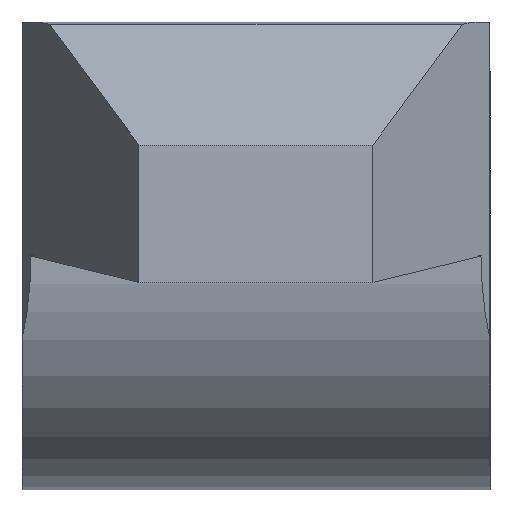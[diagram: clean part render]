
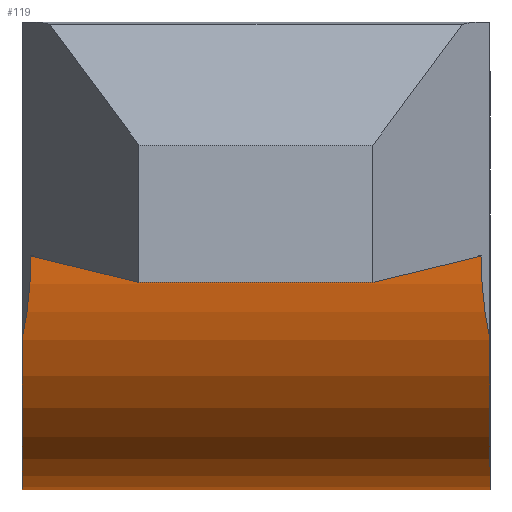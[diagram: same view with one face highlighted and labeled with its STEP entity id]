
A CAD part, left-side view. The second image highlights one B-rep face of the part: STEP entity #119.
In plain terms, the highlighted cylindrical face has radius 30 mm (diameter 60 mm), a partial arc.
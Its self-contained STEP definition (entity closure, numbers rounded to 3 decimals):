
#119=ADVANCED_FACE('',(#321),#322,.T.);
#125=EDGE_CURVE('',#261,#207,#329,.T.);
#149=EDGE_CURVE('',#275,#209,#355,.T.);
#157=EDGE_CURVE('',#219,#261,#363,.T.);
#163=EDGE_CURVE('',#285,#219,#371,.T.);
#187=EDGE_CURVE('',#207,#209,#400,.T.);
#207=VERTEX_POINT('',#420);
#209=VERTEX_POINT('',#422);
#219=VERTEX_POINT('',#432);
#257=EDGE_CURVE('',#275,#285,#474,.T.);
#261=VERTEX_POINT('',#479);
#275=VERTEX_POINT('',#494);
#285=VERTEX_POINT('',#504);
#321=FACE_OUTER_BOUND('',#534,.T.);
#322=CYLINDRICAL_SURFACE('',#535,30.0);
#329=CIRCLE('',#545,30.0);
#355=LINE('',#578,#579);
#363=LINE('',#592,#593);
#371=CIRCLE('',#602,30.0);
#400=ELLIPSE('',#642,34.641,30.0);
#420=CARTESIAN_POINT('',(25.981,-30.0,-7.347));
#422=CARTESIAN_POINT('',(24.0,-28.856,3.373));
#432=CARTESIAN_POINT('',(54.0,30.0,-26.627));
#474=ELLIPSE('',#807,34.641,30.0);
#479=CARTESIAN_POINT('',(54.0,-30.0,-26.627));
#494=CARTESIAN_POINT('',(24.0,28.856,3.373));
#504=CARTESIAN_POINT('',(25.981,30.0,-7.347));
#534=EDGE_LOOP('',(#877,#878,#879,#880,#881,#882));
#535=AXIS2_PLACEMENT_3D('',#883,#884,#885);
#545=AXIS2_PLACEMENT_3D('',#895,#896,#897);
#578=CARTESIAN_POINT('',(24.0,0.,3.373));
#579=VECTOR('',#921,1.0);
#592=CARTESIAN_POINT('',(54.0,0.,-26.627));
#593=VECTOR('',#924,1.0);
#602=AXIS2_PLACEMENT_3D('',#939,#940,#941);
#642=AXIS2_PLACEMENT_3D('',#990,#991,#992);
#807=AXIS2_PLACEMENT_3D('',#1055,#1056,#1057);
#877=ORIENTED_EDGE('',*,*,#187,.T.);
#878=ORIENTED_EDGE('',*,*,#149,.F.);
#879=ORIENTED_EDGE('',*,*,#257,.T.);
#880=ORIENTED_EDGE('',*,*,#163,.T.);
#881=ORIENTED_EDGE('',*,*,#157,.T.);
#882=ORIENTED_EDGE('',*,*,#125,.T.);
#883=CARTESIAN_POINT('',(54.0,0.,3.373));
#884=DIRECTION('',(-0.0,1.0,0.));
#885=DIRECTION('',(-1.0,0.0,0.0));
#895=CARTESIAN_POINT('',(54.0,-30.0,3.373));
#896=DIRECTION('',(0.0,1.0,0.));
#897=DIRECTION('',(-1.0,0.0,0.0));
#921=DIRECTION('',(0.0,-1.0,0.));
#924=DIRECTION('',(0.0,-1.0,0.));
#939=CARTESIAN_POINT('',(54.0,30.0,3.373));
#940=DIRECTION('',(0.0,-1.0,0.));
#941=DIRECTION('',(-1.0,0.0,0.0));
#990=CARTESIAN_POINT('',(54.0,-46.177,3.373));
#991=DIRECTION('',(0.5,0.866,0.));
#992=DIRECTION('',(-0.866,0.5,0.));
#1055=CARTESIAN_POINT('',(54.0,46.177,3.373));
#1056=DIRECTION('',(0.5,-0.866,0.));
#1057=DIRECTION('',(-0.866,-0.5,0.));
